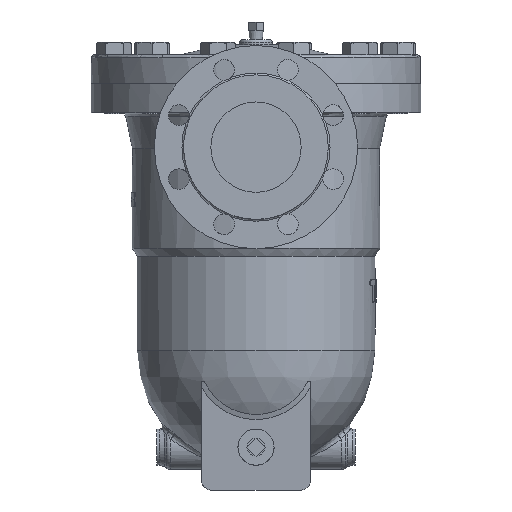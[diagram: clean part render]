
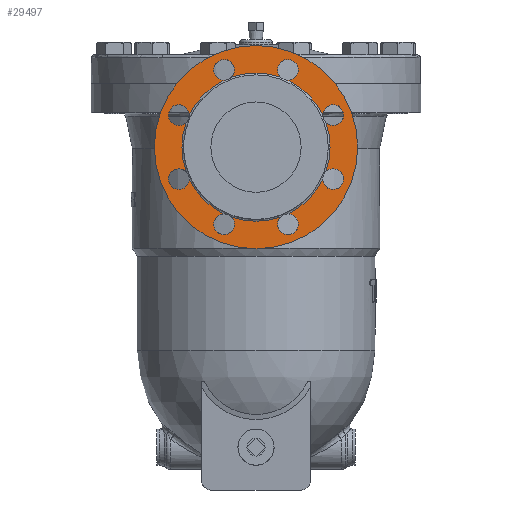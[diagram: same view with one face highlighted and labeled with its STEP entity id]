
A CAD part, left-side view. The second image highlights one B-rep face of the part: STEP entity #29497.
In plain terms, the highlighted planar face has unit normal (-1, 0, 0).
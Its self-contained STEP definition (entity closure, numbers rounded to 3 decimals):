
#29050=CARTESIAN_POINT('',(-255.,-35.413,-143.959));
#29051=VERTEX_POINT('',#29050);
#29052=CARTESIAN_POINT('',(-255.,-27.256,-147.338));
#29053=VERTEX_POINT('',#29052);
#29054=CARTESIAN_POINT('',(-255.,-35.398,-155.459));
#29055=DIRECTION('',(1.0,0.0,0.0));
#29056=DIRECTION('',(0.0,0.0,-1.0));
#29057=AXIS2_PLACEMENT_3D('',#29054,#29055,#29056);
#29058=CIRCLE('',#29057,11.5);
#29059=EDGE_CURVE('',#29051,#29053,#29058,.T.);
#29345=CARTESIAN_POINT('',(-255.,0.0,26.25));
#29346=DIRECTION('',(-1.0,0.0,0.0));
#29347=DIRECTION('',(0.0,0.0,1.0));
#29348=AXIS2_PLACEMENT_3D('',#29345,#29346,#29347);
#29349=PLANE('',#29348);
#29350=CARTESIAN_POINT('',(-255.,0.0,42.5));
#29351=VERTEX_POINT('',#29350);
#29352=CARTESIAN_POINT('',(-255.,0.0,-70.));
#29353=DIRECTION('',(-1.0,0.0,0.0));
#29354=DIRECTION('',(0.0,0.0,1.0));
#29355=AXIS2_PLACEMENT_3D('',#29352,#29353,#29354);
#29356=CIRCLE('',#29355,112.5);
#29357=EDGE_CURVE('',#29351,#29351,#29356,.T.);
#29358=ORIENTED_EDGE('',*,*,#29357,.T.);
#29359=EDGE_LOOP('',(#29358));
#29360=FACE_OUTER_BOUND('',#29359,.T.);
#29361=CARTESIAN_POINT('',(-255.,27.256,-147.338));
#29362=VERTEX_POINT('',#29361);
#29363=CARTESIAN_POINT('',(-255.,35.413,-143.959));
#29364=VERTEX_POINT('',#29363);
#29365=CARTESIAN_POINT('',(-255.,35.398,-155.459));
#29366=DIRECTION('',(1.0,0.,0.));
#29367=DIRECTION('',(0.,0.707,-0.707));
#29368=AXIS2_PLACEMENT_3D('',#29365,#29366,#29367);
#29369=CIRCLE('',#29368,11.5);
#29370=EDGE_CURVE('',#29362,#29364,#29369,.T.);
#29371=ORIENTED_EDGE('',*,*,#29370,.T.);
#29372=CARTESIAN_POINT('',(-255.,73.959,-105.413));
#29373=VERTEX_POINT('',#29372);
#29374=CARTESIAN_POINT('',(-255.,0.0,-70.));
#29375=DIRECTION('',(-1.0,0.0,0.0));
#29376=DIRECTION('',(0.0,0.0,-1.0));
#29377=AXIS2_PLACEMENT_3D('',#29374,#29375,#29376);
#29378=CIRCLE('',#29377,82.0);
#29379=EDGE_CURVE('',#29373,#29364,#29378,.T.);
#29380=ORIENTED_EDGE('',*,*,#29379,.F.);
#29381=CARTESIAN_POINT('',(-255.,77.338,-97.256));
#29382=VERTEX_POINT('',#29381);
#29383=CARTESIAN_POINT('',(-255.,85.459,-105.398));
#29384=DIRECTION('',(1.0,0.0,0.0));
#29385=DIRECTION('',(0.0,1.0,0.0));
#29386=AXIS2_PLACEMENT_3D('',#29383,#29384,#29385);
#29387=CIRCLE('',#29386,11.5);
#29388=EDGE_CURVE('',#29373,#29382,#29387,.T.);
#29389=ORIENTED_EDGE('',*,*,#29388,.T.);
#29390=CARTESIAN_POINT('',(-255.,77.338,-42.744));
#29391=VERTEX_POINT('',#29390);
#29392=CARTESIAN_POINT('',(-255.,0.0,-70.));
#29393=DIRECTION('',(-1.0,0.0,0.0));
#29394=DIRECTION('',(0.0,0.0,-1.0));
#29395=AXIS2_PLACEMENT_3D('',#29392,#29393,#29394);
#29396=CIRCLE('',#29395,82.0);
#29397=EDGE_CURVE('',#29391,#29382,#29396,.T.);
#29398=ORIENTED_EDGE('',*,*,#29397,.F.);
#29399=CARTESIAN_POINT('',(-255.,73.959,-34.587));
#29400=VERTEX_POINT('',#29399);
#29401=CARTESIAN_POINT('',(-255.,85.459,-34.602));
#29402=DIRECTION('',(1.0,0.,0.));
#29403=DIRECTION('',(0.,0.707,0.707));
#29404=AXIS2_PLACEMENT_3D('',#29401,#29402,#29403);
#29405=CIRCLE('',#29404,11.5);
#29406=EDGE_CURVE('',#29391,#29400,#29405,.T.);
#29407=ORIENTED_EDGE('',*,*,#29406,.T.);
#29408=CARTESIAN_POINT('',(-255.,35.413,3.959));
#29409=VERTEX_POINT('',#29408);
#29410=CARTESIAN_POINT('',(-255.,0.0,-70.));
#29411=DIRECTION('',(-1.0,0.0,0.0));
#29412=DIRECTION('',(0.0,0.0,-1.0));
#29413=AXIS2_PLACEMENT_3D('',#29410,#29411,#29412);
#29414=CIRCLE('',#29413,82.0);
#29415=EDGE_CURVE('',#29409,#29400,#29414,.T.);
#29416=ORIENTED_EDGE('',*,*,#29415,.F.);
#29417=CARTESIAN_POINT('',(-255.,27.256,7.338));
#29418=VERTEX_POINT('',#29417);
#29419=CARTESIAN_POINT('',(-255.,35.398,15.459));
#29420=DIRECTION('',(1.0,0.0,0.0));
#29421=DIRECTION('',(0.0,0.0,1.0));
#29422=AXIS2_PLACEMENT_3D('',#29419,#29420,#29421);
#29423=CIRCLE('',#29422,11.5);
#29424=EDGE_CURVE('',#29409,#29418,#29423,.T.);
#29425=ORIENTED_EDGE('',*,*,#29424,.T.);
#29426=CARTESIAN_POINT('',(-255.,-27.256,7.338));
#29427=VERTEX_POINT('',#29426);
#29428=CARTESIAN_POINT('',(-255.,0.0,-70.));
#29429=DIRECTION('',(-1.0,0.0,0.0));
#29430=DIRECTION('',(0.0,0.0,-1.0));
#29431=AXIS2_PLACEMENT_3D('',#29428,#29429,#29430);
#29432=CIRCLE('',#29431,82.0);
#29433=EDGE_CURVE('',#29427,#29418,#29432,.T.);
#29434=ORIENTED_EDGE('',*,*,#29433,.F.);
#29435=CARTESIAN_POINT('',(-255.,-35.413,3.959));
#29436=VERTEX_POINT('',#29435);
#29437=CARTESIAN_POINT('',(-255.,-35.398,15.459));
#29438=DIRECTION('',(1.,0.,0.));
#29439=DIRECTION('',(0.,-0.707,0.707));
#29440=AXIS2_PLACEMENT_3D('',#29437,#29438,#29439);
#29441=CIRCLE('',#29440,11.5);
#29442=EDGE_CURVE('',#29427,#29436,#29441,.T.);
#29443=ORIENTED_EDGE('',*,*,#29442,.T.);
#29444=CARTESIAN_POINT('',(-255.,-73.959,-34.587));
#29445=VERTEX_POINT('',#29444);
#29446=CARTESIAN_POINT('',(-255.,0.0,-70.));
#29447=DIRECTION('',(-1.0,0.0,0.0));
#29448=DIRECTION('',(0.0,0.0,-1.0));
#29449=AXIS2_PLACEMENT_3D('',#29446,#29447,#29448);
#29450=CIRCLE('',#29449,82.0);
#29451=EDGE_CURVE('',#29445,#29436,#29450,.T.);
#29452=ORIENTED_EDGE('',*,*,#29451,.F.);
#29453=CARTESIAN_POINT('',(-255.,-77.338,-42.744));
#29454=VERTEX_POINT('',#29453);
#29455=CARTESIAN_POINT('',(-255.,-85.459,-34.602));
#29456=DIRECTION('',(1.0,0.0,0.0));
#29457=DIRECTION('',(0.0,-1.0,0.0));
#29458=AXIS2_PLACEMENT_3D('',#29455,#29456,#29457);
#29459=CIRCLE('',#29458,11.5);
#29460=EDGE_CURVE('',#29445,#29454,#29459,.T.);
#29461=ORIENTED_EDGE('',*,*,#29460,.T.);
#29462=CARTESIAN_POINT('',(-255.,-77.338,-97.256));
#29463=VERTEX_POINT('',#29462);
#29464=CARTESIAN_POINT('',(-255.,0.0,-70.));
#29465=DIRECTION('',(-1.0,0.0,0.0));
#29466=DIRECTION('',(0.0,0.0,-1.0));
#29467=AXIS2_PLACEMENT_3D('',#29464,#29465,#29466);
#29468=CIRCLE('',#29467,82.0);
#29469=EDGE_CURVE('',#29463,#29454,#29468,.T.);
#29470=ORIENTED_EDGE('',*,*,#29469,.F.);
#29471=CARTESIAN_POINT('',(-255.,-73.959,-105.413));
#29472=VERTEX_POINT('',#29471);
#29473=CARTESIAN_POINT('',(-255.,-85.459,-105.398));
#29474=DIRECTION('',(1.0,0.,0.));
#29475=DIRECTION('',(0.,-0.707,-0.707));
#29476=AXIS2_PLACEMENT_3D('',#29473,#29474,#29475);
#29477=CIRCLE('',#29476,11.5);
#29478=EDGE_CURVE('',#29463,#29472,#29477,.T.);
#29479=ORIENTED_EDGE('',*,*,#29478,.T.);
#29480=CARTESIAN_POINT('',(-255.,0.0,-70.));
#29481=DIRECTION('',(-1.0,0.0,0.0));
#29482=DIRECTION('',(0.0,0.0,-1.0));
#29483=AXIS2_PLACEMENT_3D('',#29480,#29481,#29482);
#29484=CIRCLE('',#29483,82.0);
#29485=EDGE_CURVE('',#29051,#29472,#29484,.T.);
#29486=ORIENTED_EDGE('',*,*,#29485,.F.);
#29487=ORIENTED_EDGE('',*,*,#29059,.T.);
#29488=CARTESIAN_POINT('',(-255.,0.0,-70.));
#29489=DIRECTION('',(-1.0,0.0,0.0));
#29490=DIRECTION('',(0.0,0.0,-1.0));
#29491=AXIS2_PLACEMENT_3D('',#29488,#29489,#29490);
#29492=CIRCLE('',#29491,82.0);
#29493=EDGE_CURVE('',#29362,#29053,#29492,.T.);
#29494=ORIENTED_EDGE('',*,*,#29493,.F.);
#29495=EDGE_LOOP('',(#29371,#29380,#29389,#29398,#29407,#29416,#29425,#29434,#29443,#29452,#29461,#29470,#29479,#29486,#29487,#29494));
#29496=FACE_BOUND('',#29495,.T.);
#29497=ADVANCED_FACE('',(#29360,#29496),#29349,.T.);
